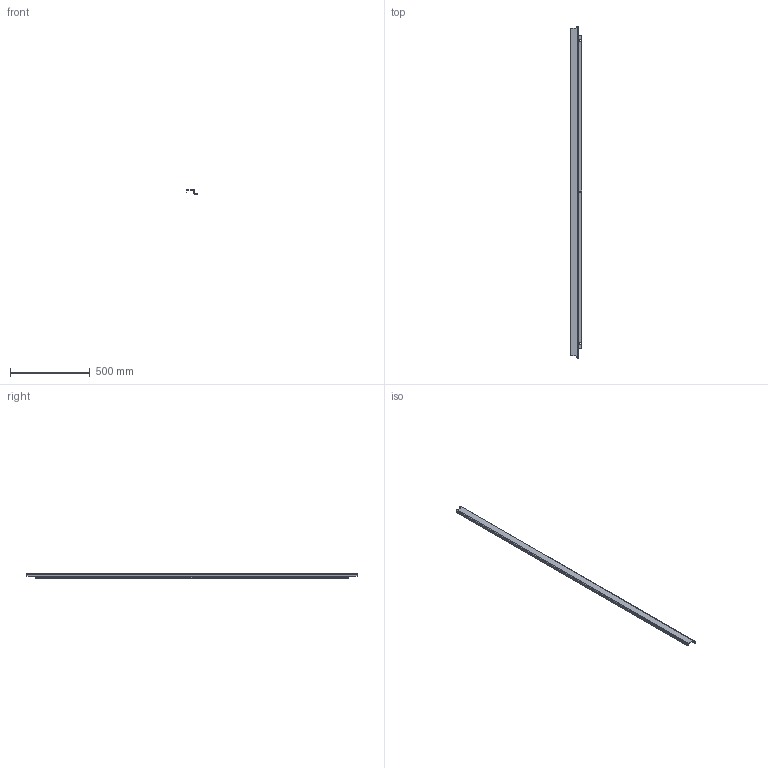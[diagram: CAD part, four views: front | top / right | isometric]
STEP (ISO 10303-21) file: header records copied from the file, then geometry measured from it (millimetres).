
FILE_DESCRIPTION (( 'STEP AP214' ), '1' );
FILE_NAME ('712.221.STEP', '2024-08-20T05:45:48', ( '' ), ( '' ), 'SwSTEP 2.0', 'SolidWorks 2021', '' );
FILE_SCHEMA (( 'AUTOMOTIVE_DESIGN' ));
Length unit declared in the file: millimetre
Products named in the file (1): 712.221
Bounding box: 74.2 x 2081 x 28 mm (x, y, z)
Volume: 464078.1 mm3; surface area: 473015.3 mm2
Topology: 1 solids, 1 shells, 65 faces, 165 edges, 102 vertices
Faces by surface type: plane 38, cylinder 27
Entity records: 1987 total; most frequent: DIRECTION 351, CARTESIAN_POINT 333, ORIENTED_EDGE 330, EDGE_CURVE 165, AXIS2_PLACEMENT_3D 120, VECTOR 111, LINE 111, VERTEX_POINT 102
